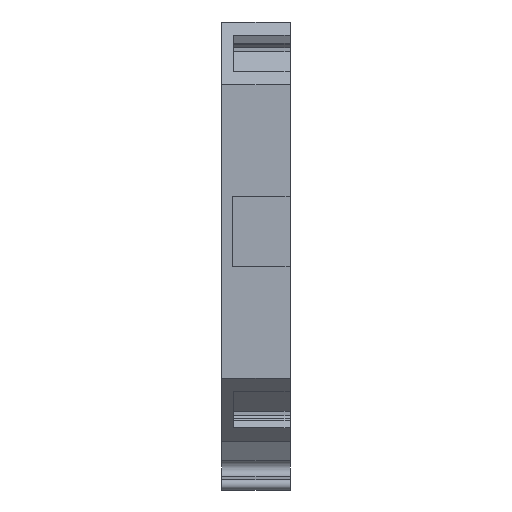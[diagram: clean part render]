
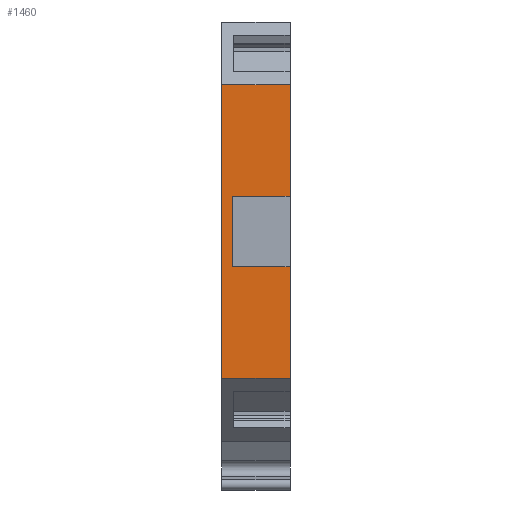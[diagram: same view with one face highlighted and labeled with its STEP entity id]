
A CAD part, top view. The second image highlights one B-rep face of the part: STEP entity #1460.
In plain terms, the highlighted planar face has unit normal (0, 0, 1).
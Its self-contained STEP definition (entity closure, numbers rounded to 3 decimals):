
#1401=AXIS2_PLACEMENT_3D('Plane Axis2P3D',#1398,#1399,#1400) ;
#1327=CARTESIAN_POINT('Vertex',(0.,10.599,48.85)) ;
#1330=CARTESIAN_POINT('Line Origine',(0.,24.599,48.85)) ;
#1334=CARTESIAN_POINT('Vertex',(0.,38.599,48.85)) ;
#1398=CARTESIAN_POINT('Axis2P3D Location',(0.,10.599,48.85)) ;
#1403=CARTESIAN_POINT('Line Origine',(3.75,21.249,48.85)) ;
#1407=CARTESIAN_POINT('Vertex',(6.5,21.249,48.85)) ;
#1409=CARTESIAN_POINT('Vertex',(1.,21.249,48.85)) ;
#1412=CARTESIAN_POINT('Line Origine',(1.,24.599,48.85)) ;
#1416=CARTESIAN_POINT('Vertex',(1.,27.949,48.85)) ;
#1419=CARTESIAN_POINT('Line Origine',(3.75,27.949,48.85)) ;
#1423=CARTESIAN_POINT('Vertex',(6.5,27.949,48.85)) ;
#1426=CARTESIAN_POINT('Line Origine',(6.5,33.274,48.85)) ;
#1430=CARTESIAN_POINT('Vertex',(6.5,38.599,48.85)) ;
#1433=CARTESIAN_POINT('Line Origine',(3.25,38.599,48.85)) ;
#1438=CARTESIAN_POINT('Line Origine',(3.25,10.599,48.85)) ;
#1442=CARTESIAN_POINT('Vertex',(6.5,10.599,48.85)) ;
#1445=CARTESIAN_POINT('Line Origine',(6.5,15.924,48.85)) ;
#1331=DIRECTION('Vector Direction',(0.,1.,0.)) ;
#1399=DIRECTION('Axis2P3D Direction',(0.,0.,-1.)) ;
#1400=DIRECTION('Axis2P3D XDirection',(0.,1.,0.)) ;
#1404=DIRECTION('Vector Direction',(-1.,0.,0.)) ;
#1413=DIRECTION('Vector Direction',(0.,1.,0.)) ;
#1420=DIRECTION('Vector Direction',(-1.,0.,0.)) ;
#1427=DIRECTION('Vector Direction',(0.,1.,0.)) ;
#1434=DIRECTION('Vector Direction',(1.,0.,0.)) ;
#1439=DIRECTION('Vector Direction',(1.,0.,0.)) ;
#1446=DIRECTION('Vector Direction',(0.,1.,0.)) ;
#1332=VECTOR('Line Direction',#1331,1.) ;
#1405=VECTOR('Line Direction',#1404,1.) ;
#1414=VECTOR('Line Direction',#1413,1.) ;
#1421=VECTOR('Line Direction',#1420,1.) ;
#1428=VECTOR('Line Direction',#1427,1.) ;
#1435=VECTOR('Line Direction',#1434,1.) ;
#1440=VECTOR('Line Direction',#1439,1.) ;
#1447=VECTOR('Line Direction',#1446,1.) ;
#1451=ORIENTED_EDGE('',*,*,#1411,.T.) ;
#1452=ORIENTED_EDGE('',*,*,#1418,.F.) ;
#1453=ORIENTED_EDGE('',*,*,#1425,.F.) ;
#1454=ORIENTED_EDGE('',*,*,#1432,.F.) ;
#1455=ORIENTED_EDGE('',*,*,#1437,.F.) ;
#1456=ORIENTED_EDGE('',*,*,#1336,.T.) ;
#1457=ORIENTED_EDGE('',*,*,#1444,.T.) ;
#1458=ORIENTED_EDGE('',*,*,#1449,.F.) ;
#1460=ADVANCED_FACE('Hauptk\X2\00F6\X0\rper',(#1459),#1402,.F.) ;
#1336=EDGE_CURVE('',#1335,#1328,#1333,.F.) ;
#1411=EDGE_CURVE('',#1408,#1410,#1406,.T.) ;
#1418=EDGE_CURVE('',#1417,#1410,#1415,.F.) ;
#1425=EDGE_CURVE('',#1424,#1417,#1422,.T.) ;
#1432=EDGE_CURVE('',#1431,#1424,#1429,.F.) ;
#1437=EDGE_CURVE('',#1335,#1431,#1436,.T.) ;
#1444=EDGE_CURVE('',#1328,#1443,#1441,.T.) ;
#1449=EDGE_CURVE('',#1408,#1443,#1448,.F.) ;
#1450=EDGE_LOOP('',(#1451,#1452,#1453,#1454,#1455,#1456,#1457,#1458)) ;
#1459=FACE_OUTER_BOUND('',#1450,.T.) ;
#1333=LINE('Line',#1330,#1332) ;
#1406=LINE('Line',#1403,#1405) ;
#1415=LINE('Line',#1412,#1414) ;
#1422=LINE('Line',#1419,#1421) ;
#1429=LINE('Line',#1426,#1428) ;
#1436=LINE('Line',#1433,#1435) ;
#1441=LINE('Line',#1438,#1440) ;
#1448=LINE('Line',#1445,#1447) ;
#1402=PLANE('',#1401) ;
#1328=VERTEX_POINT('',#1327) ;
#1335=VERTEX_POINT('',#1334) ;
#1408=VERTEX_POINT('',#1407) ;
#1410=VERTEX_POINT('',#1409) ;
#1417=VERTEX_POINT('',#1416) ;
#1424=VERTEX_POINT('',#1423) ;
#1431=VERTEX_POINT('',#1430) ;
#1443=VERTEX_POINT('',#1442) ;
